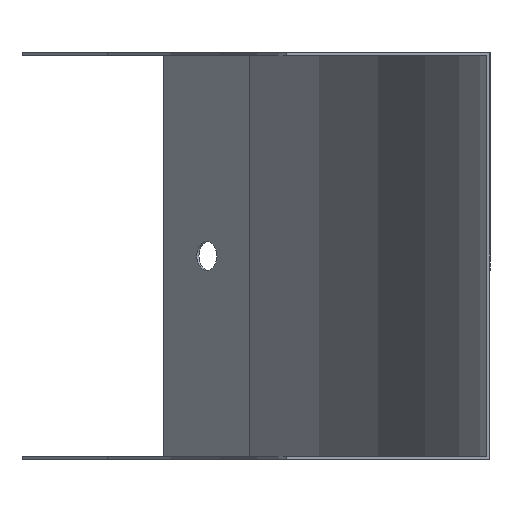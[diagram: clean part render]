
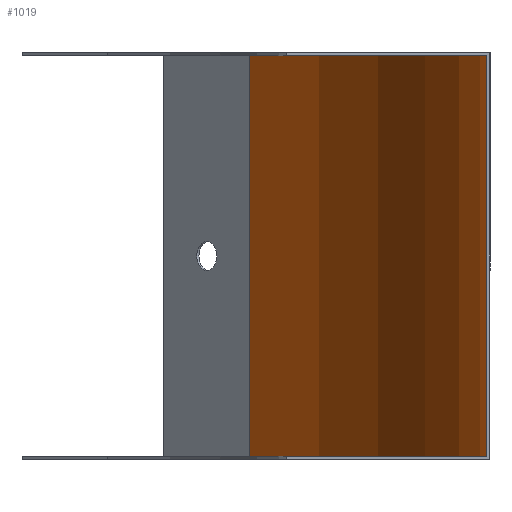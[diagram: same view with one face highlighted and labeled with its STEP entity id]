
A CAD part, left-side view. The second image highlights one B-rep face of the part: STEP entity #1019.
In plain terms, the highlighted cylindrical face has radius 199.2 mm (diameter 398.4 mm), a partial arc.
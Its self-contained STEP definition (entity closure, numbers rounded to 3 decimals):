
#8 = EDGE_CURVE ( 'NONE', #315, #325, #112, .T. ) ;
#34 = EDGE_CURVE ( 'NONE', #282, #319, #689, .T. ) ;
#54 = AXIS2_PLACEMENT_3D ( 'NONE', #373, #375, #384 ) ;
#112 = CIRCLE ( 'NONE', #913, 199.2 ) ;
#148 = EDGE_LOOP ( 'NONE', ( #1190, #1189, #1191, #1192 ) ) ;
#282 = VERTEX_POINT ( 'NONE', #1123 ) ;
#315 = VERTEX_POINT ( 'NONE', #1088 ) ;
#319 = VERTEX_POINT ( 'NONE', #1083 ) ;
#325 = VERTEX_POINT ( 'NONE', #1075 ) ;
#373 = CARTESIAN_POINT ( 'NONE',  ( 29.792, 150., -99.2 ) ) ;
#375 = DIRECTION ( 'NONE',  ( 0., 0., 1. ) ) ;
#384 = DIRECTION ( 'NONE',  ( 1., 0., 0. ) ) ;
#483 = FACE_OUTER_BOUND ( 'NONE', #148, .T. ) ;
#520 = CYLINDRICAL_SURFACE ( 'NONE', #54, 199.2 ) ;
#533 = VECTOR ( 'NONE', #728, 1000. ) ;
#563 = DIRECTION ( 'NONE',  ( -1., 0., 0. ) ) ;
#564 = DIRECTION ( 'NONE',  ( 0., 0., 1. ) ) ;
#565 = CARTESIAN_POINT ( 'NONE',  ( 29.792, 150., -98.4 ) ) ;
#574 = DIRECTION ( 'NONE',  ( 1., 0., 0. ) ) ;
#580 = DIRECTION ( 'NONE',  ( 0., 0., 1. ) ) ;
#581 = CARTESIAN_POINT ( 'NONE',  ( 29.792, 150., 0. ) ) ;
#689 = CIRCLE ( 'NONE', #922, 199.2 ) ;
#728 = DIRECTION ( 'NONE',  ( 0., 0., 1. ) ) ;
#735 = CARTESIAN_POINT ( 'NONE',  ( 29.792, -49.2, -99.2 ) ) ;
#815 = DIRECTION ( 'NONE',  ( 0., 0., 1. ) ) ;
#817 = CARTESIAN_POINT ( 'NONE',  ( 170.648, 9.144, -99.2 ) ) ;
#826 = LINE ( 'NONE', #735, #533 ) ;
#882 = VECTOR ( 'NONE', #815, 1000. ) ;
#886 = LINE ( 'NONE', #817, #882 ) ;
#913 = AXIS2_PLACEMENT_3D ( 'NONE', #581, #580, #574 ) ;
#922 = AXIS2_PLACEMENT_3D ( 'NONE', #565, #564, #563 ) ;
#933 = EDGE_CURVE ( 'NONE', #319, #325, #886, .T. ) ;
#977 = EDGE_CURVE ( 'NONE', #282, #315, #826, .T. ) ;
#1019 = ADVANCED_FACE ( 'NONE', ( #483 ), #520, .F. ) ;
#1075 = CARTESIAN_POINT ( 'NONE',  ( 170.648, 9.144, 0. ) ) ;
#1083 = CARTESIAN_POINT ( 'NONE',  ( 170.648, 9.144, -98.4 ) ) ;
#1088 = CARTESIAN_POINT ( 'NONE',  ( 29.792, -49.2, 0. ) ) ;
#1123 = CARTESIAN_POINT ( 'NONE',  ( 29.792, -49.2, -98.4 ) ) ;
#1189 = ORIENTED_EDGE ( 'NONE', *, *, #977, .T. ) ;
#1190 = ORIENTED_EDGE ( 'NONE', *, *, #34, .F. ) ;
#1191 = ORIENTED_EDGE ( 'NONE', *, *, #8, .T. ) ;
#1192 = ORIENTED_EDGE ( 'NONE', *, *, #933, .F. ) ;
